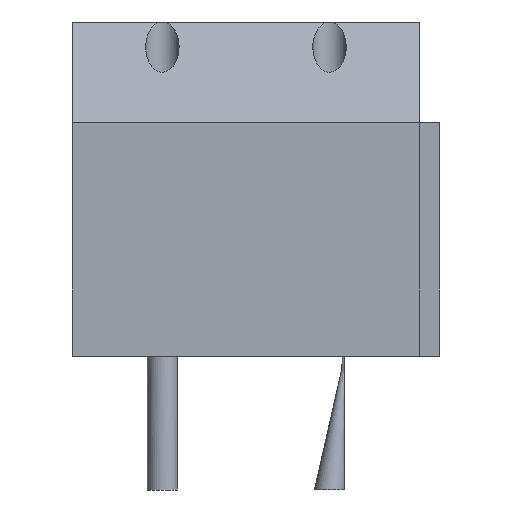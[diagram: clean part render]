
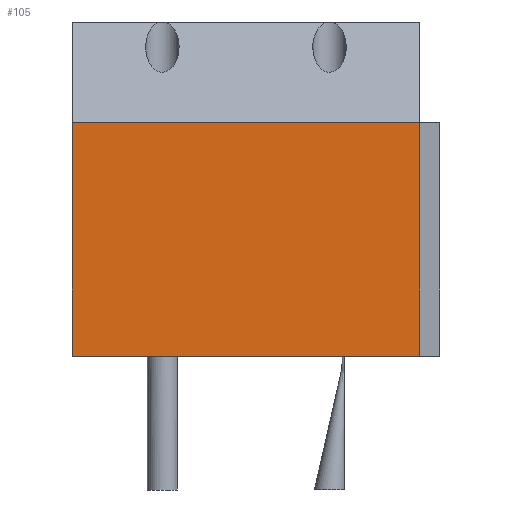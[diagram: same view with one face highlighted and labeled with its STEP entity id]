
A CAD part, front view. The second image highlights one B-rep face of the part: STEP entity #105.
In plain terms, the highlighted planar face has unit normal (0, -1, 0).
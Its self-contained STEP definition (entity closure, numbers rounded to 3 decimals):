
#21 = EDGE_CURVE('',#22,#24,#26,.T.);
#22 = VERTEX_POINT('',#23);
#23 = CARTESIAN_POINT('',(-5.2,-3.75,7.));
#24 = VERTEX_POINT('',#25);
#25 = CARTESIAN_POINT('',(-5.2,-3.75,0.));
#26 = LINE('',#27,#28);
#27 = CARTESIAN_POINT('',(-5.2,-3.75,7.));
#28 = VECTOR('',#29,1.);
#29 = DIRECTION('',(0.,0.,-1.));
#105 = ADVANCED_FACE('',(#106),#131,.F.);
#106 = FACE_BOUND('',#107,.F.);
#107 = EDGE_LOOP('',(#108,#116,#124,#130));
#108 = ORIENTED_EDGE('',*,*,#109,.T.);
#109 = EDGE_CURVE('',#22,#110,#112,.T.);
#110 = VERTEX_POINT('',#111);
#111 = CARTESIAN_POINT('',(5.2,-3.75,7.));
#112 = LINE('',#113,#114);
#113 = CARTESIAN_POINT('',(-5.2,-3.75,7.));
#114 = VECTOR('',#115,1.);
#115 = DIRECTION('',(1.,0.,0.));
#116 = ORIENTED_EDGE('',*,*,#117,.T.);
#117 = EDGE_CURVE('',#110,#118,#120,.T.);
#118 = VERTEX_POINT('',#119);
#119 = CARTESIAN_POINT('',(5.2,-3.75,0.));
#120 = LINE('',#121,#122);
#121 = CARTESIAN_POINT('',(5.2,-3.75,7.));
#122 = VECTOR('',#123,1.);
#123 = DIRECTION('',(0.,0.,-1.));
#124 = ORIENTED_EDGE('',*,*,#125,.F.);
#125 = EDGE_CURVE('',#24,#118,#126,.T.);
#126 = LINE('',#127,#128);
#127 = CARTESIAN_POINT('',(-5.2,-3.75,0.));
#128 = VECTOR('',#129,1.);
#129 = DIRECTION('',(1.,0.,0.));
#130 = ORIENTED_EDGE('',*,*,#21,.F.);
#131 = PLANE('',#132);
#132 = AXIS2_PLACEMENT_3D('',#133,#134,#135);
#133 = CARTESIAN_POINT('',(-5.2,-3.75,7.));
#134 = DIRECTION('',(0.,1.,0.));
#135 = DIRECTION('',(0.,0.,-1.));
